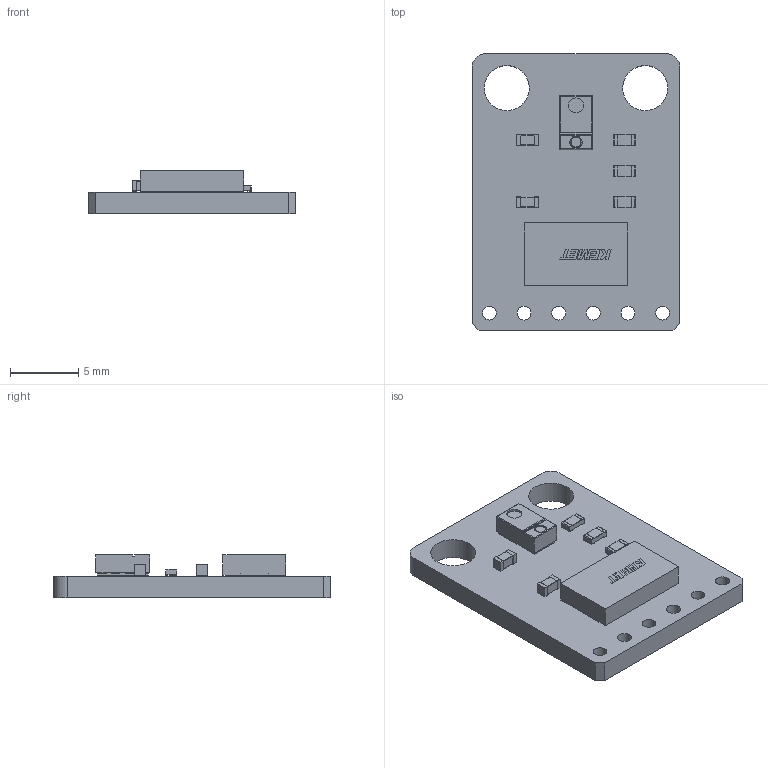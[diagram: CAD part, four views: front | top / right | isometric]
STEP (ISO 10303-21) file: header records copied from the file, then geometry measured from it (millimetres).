
FILE_DESCRIPTION(('KiCad electronic assembly'),'2;1');
FILE_NAME('SparkFun_APDS-9960_RGB_and_Gesture_Sensor.step', '2020-12-19T13:07:34',('An Author'),('A Company'), 'Open CASCADE STEP processor 6.9','KiCad to STEP converter','Unknown' );
FILE_SCHEMA(('AUTOMOTIVE_DESIGN { 1 0 10303 214 1 1 1 1 }'));
Length unit declared in the file: millimetre
Products named in the file (10): Open CASCADE STEP translator 6.9 1; APDS_9970_cp; COMPOUND; cap_100uF_T523W107M016APE070; C_0603_1608Metric; SOLID; R_0603_1608Metric
Assembly tree (12 placements, depth 3):
  Open CASCADE STEP translator 6.9 1
    APDS_9970_cp
      COMPOUND
    cap_100uF_T523W107M016APE070
      COMPOUND
    C_0603_1608Metric  x2
      SOLID
    R_0603_1608Metric  x3
      SOLID
    COMPOUND
Bounding box: 15.24 x 20.32 x 3.2 mm (x, y, z)
Volume: 529 mm3; surface area: 935.9 mm2
Topology: 20 solids, 20 shells, 376 faces, 939 edges, 618 vertices
Faces by surface type: plane 298, cylinder 75, torus 3
Full cylindrical faces by diameter (mm): 1.016 x6, 3.302 x2
Entity records: 21052 total; most frequent: CARTESIAN_POINT 3732, DIRECTION 2842, LINE 2006, VECTOR 2006, ORIENTED_EDGE 1462, PCURVE 1462, DEFINITIONAL_REPRESENTATION 1462, EDGE_CURVE 731
